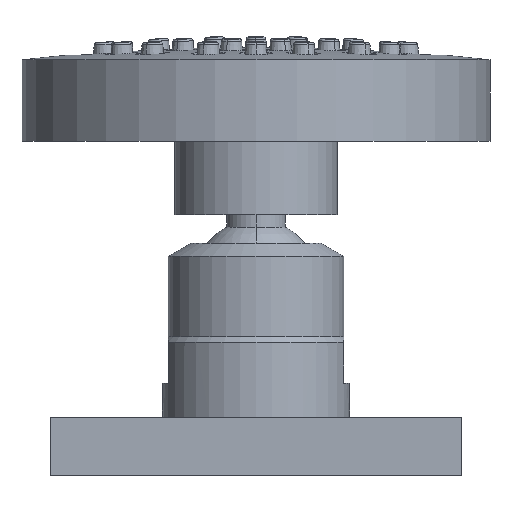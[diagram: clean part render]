
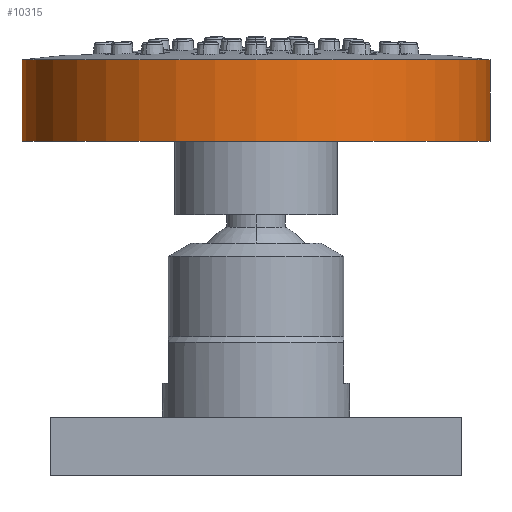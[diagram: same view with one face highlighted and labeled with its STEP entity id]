
A CAD part, left-side view. The second image highlights one B-rep face of the part: STEP entity #10315.
In plain terms, the highlighted cylindrical face has radius 31.75 mm (diameter 63.5 mm), a partial arc.
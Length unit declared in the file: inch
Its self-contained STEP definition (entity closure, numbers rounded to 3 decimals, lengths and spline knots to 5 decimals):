
#277=CARTESIAN_POINT('',(0.,0.,1.78434));
#278=DIRECTION('',(0.,0.,1.));
#279=DIRECTION('',(0.,1.,0.));
#280=AXIS2_PLACEMENT_3D('',#277,#278,#279);
#282=DIRECTION('',(0.,0.,1.));
#283=VECTOR('',#282,0.434);
#284=CARTESIAN_POINT('',(0.,1.25,1.78434));
#285=LINE('',#284,#283);
#286=DIRECTION('',(0.,0.,1.));
#287=VECTOR('',#286,0.434);
#288=CARTESIAN_POINT('',(0.,-1.25,1.78434));
#289=LINE('',#288,#287);
#300=CARTESIAN_POINT('',(0.,0.,2.21834));
#301=DIRECTION('',(0.,0.,1.));
#302=DIRECTION('',(0.,1.,0.));
#303=AXIS2_PLACEMENT_3D('',#300,#301,#302);
#9134=CARTESIAN_POINT('',(0.,1.25,2.21834));
#9135=CARTESIAN_POINT('',(0.,-1.25,2.21834));
#9136=VERTEX_POINT('',#9134);
#9137=VERTEX_POINT('',#9135);
#9146=CARTESIAN_POINT('',(0.,1.25,1.78434));
#9147=CARTESIAN_POINT('',(0.,-1.25,1.78434));
#9148=VERTEX_POINT('',#9146);
#9149=VERTEX_POINT('',#9147);
#10303=CARTESIAN_POINT('',(0.,0.,3.38959));
#10304=DIRECTION('',(0.,0.,-1.));
#10305=DIRECTION('',(0.,-1.,0.));
#10306=AXIS2_PLACEMENT_3D('',#10303,#10304,#10305);
#10307=CYLINDRICAL_SURFACE('',#10306,1.25);
#10308=ORIENTED_EDGE('',*,*,#10279,.F.);
#10309=ORIENTED_EDGE('',*,*,#10298,.T.);
#10311=ORIENTED_EDGE('',*,*,#10310,.T.);
#10312=ORIENTED_EDGE('',*,*,#10294,.F.);
#10313=EDGE_LOOP('',(#10308,#10309,#10311,#10312));
#10314=FACE_OUTER_BOUND('',#10313,.F.);
#10315=ADVANCED_FACE('',(#10314),#10307,.T.);
#281=CIRCLE('',#280,1.25);
#304=CIRCLE('',#303,1.25);
#10279=EDGE_CURVE('',#9148,#9149,#281,.T.);
#10294=EDGE_CURVE('',#9149,#9137,#289,.T.);
#10298=EDGE_CURVE('',#9148,#9136,#285,.T.);
#10310=EDGE_CURVE('',#9136,#9137,#304,.T.);
